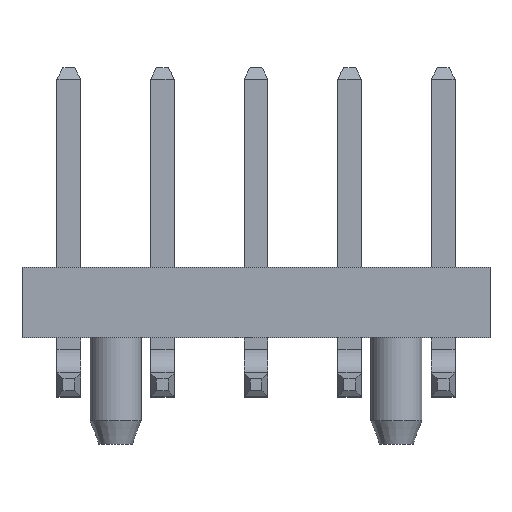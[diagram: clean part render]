
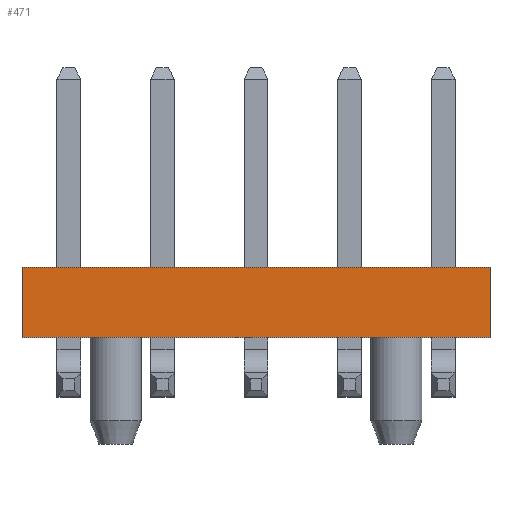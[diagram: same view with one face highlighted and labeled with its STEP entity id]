
A CAD part, top view. The second image highlights one B-rep face of the part: STEP entity #471.
In plain terms, the highlighted planar face has unit normal (0, 0, 1).
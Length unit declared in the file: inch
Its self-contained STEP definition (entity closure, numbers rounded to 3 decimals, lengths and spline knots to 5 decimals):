
#471 = ADVANCED_FACE( '', ( #1154 ), #1155, .F. );
#1154 = FACE_OUTER_BOUND( '', #2078, .T. );
#1155 = PLANE( '', #2079 );
#2078 = EDGE_LOOP( '', ( #3300, #3301, #3302, #3303 ) );
#2079 = AXIS2_PLACEMENT_3D( '', #3304, #3305, #3306 );
#3300 = ORIENTED_EDGE( '', *, *, #5781, .T. );
#3301 = ORIENTED_EDGE( '', *, *, #5782, .F. );
#3302 = ORIENTED_EDGE( '', *, *, #5697, .F. );
#3303 = ORIENTED_EDGE( '', *, *, #5602, .T. );
#3304 = CARTESIAN_POINT( '', ( -0.19685, 0.059, 0.0775 ) );
#3305 = DIRECTION( '', ( 0., 0., -1. ) );
#3306 = DIRECTION( '', ( -1., 0., 0. ) );
#5602 = EDGE_CURVE( '', #6724, #6722, #6725, .T. );
#5697 = EDGE_CURVE( '', #6724, #6892, #6893, .T. );
#5781 = EDGE_CURVE( '', #6722, #7030, #7031, .T. );
#5782 = EDGE_CURVE( '', #6892, #7030, #7032, .T. );
#6722 = VERTEX_POINT( '', #8308 );
#6724 = VERTEX_POINT( '', #8311 );
#6725 = LINE( '', #8312, #8313 );
#6892 = VERTEX_POINT( '', #8562 );
#6893 = LINE( '', #8563, #8564 );
#7030 = VERTEX_POINT( '', #8767 );
#7031 = LINE( '', #8768, #8769 );
#7032 = LINE( '', #8770, #8771 );
#8308 = CARTESIAN_POINT( '', ( -0.19685, 0., 0.0775 ) );
#8311 = CARTESIAN_POINT( '', ( -0.19685, 0.059, 0.0775 ) );
#8312 = CARTESIAN_POINT( '', ( -0.19685, 0.059, 0.0775 ) );
#8313 = VECTOR( '', #10335, 39.37008 );
#8562 = CARTESIAN_POINT( '', ( 0.19685, 0.059, 0.0775 ) );
#8563 = CARTESIAN_POINT( '', ( -0.19685, 0.059, 0.0775 ) );
#8564 = VECTOR( '', #10424, 39.37008 );
#8767 = CARTESIAN_POINT( '', ( 0.19685, 0., 0.0775 ) );
#8768 = CARTESIAN_POINT( '', ( -0.19685, 0., 0.0775 ) );
#8769 = VECTOR( '', #10491, 39.37008 );
#8770 = CARTESIAN_POINT( '', ( 0.19685, 0.059, 0.0775 ) );
#8771 = VECTOR( '', #10492, 39.37008 );
#10335 = DIRECTION( '', ( 0., -1., 0. ) );
#10424 = DIRECTION( '', ( 1., 0., 0. ) );
#10491 = DIRECTION( '', ( 1., 0., 0. ) );
#10492 = DIRECTION( '', ( 0., -1., 0. ) );
